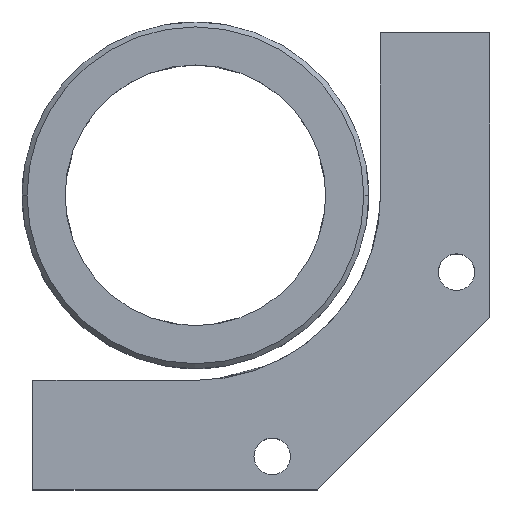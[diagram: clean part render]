
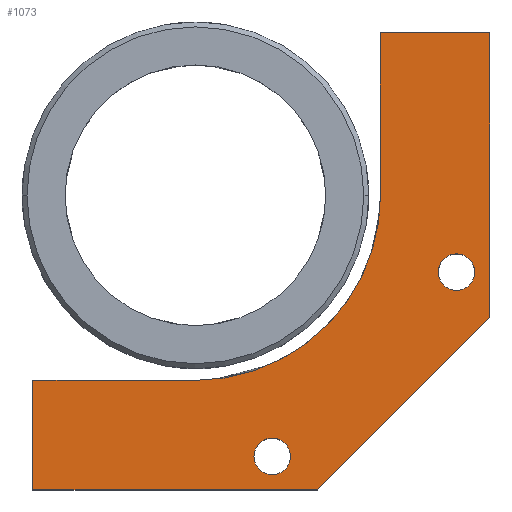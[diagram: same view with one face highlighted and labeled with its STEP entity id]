
A CAD part, top view. The second image highlights one B-rep face of the part: STEP entity #1073.
In plain terms, the highlighted planar face has unit normal (0, 0, 1).
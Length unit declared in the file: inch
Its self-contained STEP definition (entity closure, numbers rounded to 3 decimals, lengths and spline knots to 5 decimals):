
#325=VECTOR('',#1199,1.);
#330=VECTOR('',#1207,1.);
#332=VECTOR('',#1223,1.);
#334=VECTOR('',#1238,1.);
#338=VECTOR('',#1258,1.);
#339=VECTOR('',#1260,1.);
#340=VECTOR('',#1261,1.);
#345=LINE('',#1385,#325);
#350=LINE('',#1431,#330);
#352=LINE('',#1449,#332);
#354=LINE('',#1869,#334);
#358=LINE('',#1892,#338);
#359=LINE('',#1894,#339);
#360=LINE('',#1896,#340);
#375=B_SPLINE_CURVE_WITH_KNOTS('',3,(#1783,#1784,#1785,#1786,#1787,#1788,
#1789,#1790,#1791,#1792,#1793,#1794,#1795,#1796,#1797,#1798,#1799,#1800,
#1801,#1802,#1803,#1804),.UNSPECIFIED.,.F.,.U.,(4,1,1,1,1,1,1,1,1,1,1,1,
1,1,1,1,1,1,1,4),(-19.,-18.,-17.,-16.,-15.,-14.,-13.,-12.,-11.,-10.,-9.,
-8.,-7.,-6.,-5.,-4.,-3.,-2.,-1.,0.),.UNSPECIFIED.);
#461=VERTEX_POINT('',#1384);
#462=VERTEX_POINT('',#1386);
#463=VERTEX_POINT('',#1425);
#466=VERTEX_POINT('',#1430);
#473=VERTEX_POINT('',#1456);
#474=VERTEX_POINT('',#1458);
#477=VERTEX_POINT('',#1782);
#481=VERTEX_POINT('',#1868);
#487=VERTEX_POINT('',#1891);
#488=VERTEX_POINT('',#1895);
#489=VERTEX_POINT('',#1898);
#490=VERTEX_POINT('',#1899);
#543=CIRCLE('',#1120,0.105);
#545=CIRCLE('',#1123,0.105);
#551=CIRCLE('',#1135,0.105);
#552=CIRCLE('',#1136,0.105);
#579=EDGE_CURVE('',#461,#462,#345,.T.);
#586=EDGE_CURVE('',#466,#463,#350,.T.);
#594=EDGE_CURVE('',#462,#466,#352,.T.);
#597=EDGE_CURVE('',#473,#474,#543,.T.);
#600=EDGE_CURVE('',#474,#473,#545,.T.);
#603=EDGE_CURVE('',#477,#461,#375,.T.);
#608=EDGE_CURVE('',#481,#477,#354,.T.);
#619=EDGE_CURVE('',#487,#481,#358,.T.);
#620=EDGE_CURVE('',#487,#488,#359,.T.);
#621=EDGE_CURVE('',#488,#463,#360,.T.);
#622=EDGE_CURVE('',#489,#490,#551,.T.);
#623=EDGE_CURVE('',#490,#489,#552,.T.);
#771=ORIENTED_EDGE('',*,*,#603,.F.);
#772=ORIENTED_EDGE('',*,*,#608,.F.);
#773=ORIENTED_EDGE('',*,*,#619,.F.);
#774=ORIENTED_EDGE('',*,*,#620,.T.);
#775=ORIENTED_EDGE('',*,*,#621,.T.);
#776=ORIENTED_EDGE('',*,*,#586,.F.);
#777=ORIENTED_EDGE('',*,*,#594,.F.);
#778=ORIENTED_EDGE('',*,*,#579,.F.);
#779=ORIENTED_EDGE('',*,*,#600,.F.);
#780=ORIENTED_EDGE('',*,*,#597,.F.);
#781=ORIENTED_EDGE('',*,*,#622,.T.);
#782=ORIENTED_EDGE('',*,*,#623,.T.);
#957=EDGE_LOOP('',(#771,#772,#773,#774,#775,#776,#777,#778));
#958=EDGE_LOOP('',(#779,#780));
#959=EDGE_LOOP('',(#781,#782));
#1017=FACE_BOUND('',#957,.T.);
#1018=FACE_BOUND('',#958,.T.);
#1019=FACE_BOUND('',#959,.T.);
#1073=ADVANCED_FACE('',(#1017,#1018,#1019),#2867,.T.);
#1120=AXIS2_PLACEMENT_3D('',#1457,#1228,#1229);
#1123=AXIS2_PLACEMENT_3D('',#1463,#1234,#1235);
#1134=AXIS2_PLACEMENT_3D('',#1893,#1259,$);
#1135=AXIS2_PLACEMENT_3D('',#1897,#1262,#1263);
#1136=AXIS2_PLACEMENT_3D('',#1900,#1264,#1265);
#1199=DIRECTION('',(0.,1.,0.));
#1207=DIRECTION('',(0.,-1.,0.));
#1223=DIRECTION('',(1.,0.,0.));
#1228=DIRECTION('',(0.,0.,1.));
#1229=DIRECTION('',(0.,0.105,0.));
#1234=DIRECTION('',(0.,0.,1.));
#1235=DIRECTION('',(0.,-0.105,0.));
#1238=DIRECTION('',(1.,0.,0.));
#1258=DIRECTION('',(0.,1.,0.));
#1259=DIRECTION('',(0.,0.,1.));
#1260=DIRECTION('',(1.,0.,0.));
#1261=DIRECTION('',(0.707,0.707,0.));
#1262=DIRECTION('',(0.,0.,-1.));
#1263=DIRECTION('',(0.,-0.105,0.));
#1264=DIRECTION('',(0.,0.,-1.));
#1265=DIRECTION('',(0.,0.105,0.));
#1384=CARTESIAN_POINT('',(1.065,0.,0.5));
#1385=CARTESIAN_POINT('',(1.065,0.04375,0.5));
#1386=CARTESIAN_POINT('',(1.065,0.935,0.5));
#1425=CARTESIAN_POINT('',(1.695,-0.70209,0.5));
#1430=CARTESIAN_POINT('',(1.695,0.935,0.5));
#1431=CARTESIAN_POINT('',(1.695,-0.13177,0.5));
#1449=CARTESIAN_POINT('',(0.88,0.935,0.5));
#1456=CARTESIAN_POINT('',(1.3976,-0.44194,0.5));
#1457=CARTESIAN_POINT('',(1.5026,-0.44194,0.5));
#1458=CARTESIAN_POINT('',(1.6076,-0.44194,0.5));
#1463=CARTESIAN_POINT('',(1.5026,-0.44194,0.5));
#1782=CARTESIAN_POINT('',(0.,-1.065,0.5));
#1783=CARTESIAN_POINT('',(0.,-1.065,0.5));
#1784=CARTESIAN_POINT('',(0.02933,-1.065,0.5));
#1785=CARTESIAN_POINT('',(0.08759,-1.06264,0.5));
#1786=CARTESIAN_POINT('',(0.17701,-1.05145,0.5));
#1787=CARTESIAN_POINT('',(0.26312,-1.03324,0.5));
#1788=CARTESIAN_POINT('',(0.34727,-1.00799,0.5));
#1789=CARTESIAN_POINT('',(0.42674,-0.97714,0.5));
#1790=CARTESIAN_POINT('',(0.50965,-0.93652,0.5));
#1791=CARTESIAN_POINT('',(0.58157,-0.89358,0.5));
#1792=CARTESIAN_POINT('',(0.65509,-0.84126,0.5));
#1793=CARTESIAN_POINT('',(0.72078,-0.78562,0.5));
#1794=CARTESIAN_POINT('',(0.78446,-0.72226,0.5));
#1795=CARTESIAN_POINT('',(0.84284,-0.65297,0.5));
#1796=CARTESIAN_POINT('',(0.89186,-0.58417,0.5));
#1797=CARTESIAN_POINT('',(0.93744,-0.50805,0.5));
#1798=CARTESIAN_POINT('',(0.97616,-0.42875,0.5));
#1799=CARTESIAN_POINT('',(1.00803,-0.34763,0.5));
#1800=CARTESIAN_POINT('',(1.03419,-0.25931,0.5));
#1801=CARTESIAN_POINT('',(1.05142,-0.17686,0.5));
#1802=CARTESIAN_POINT('',(1.06277,-0.08622,0.5));
#1803=CARTESIAN_POINT('',(1.065,-0.02904,0.5));
#1804=CARTESIAN_POINT('',(1.065,0.,0.5));
#1868=CARTESIAN_POINT('',(-0.935,-1.065,0.5));
#1869=CARTESIAN_POINT('',(-0.04375,-1.065,0.5));
#1891=CARTESIAN_POINT('',(-0.935,-1.695,0.5));
#1892=CARTESIAN_POINT('',(-0.935,-0.88,0.5));
#1893=CARTESIAN_POINT('',(0.38,-0.38,0.5));
#1894=CARTESIAN_POINT('',(0.13177,-1.695,0.5));
#1895=CARTESIAN_POINT('',(0.70209,-1.695,0.5));
#1896=CARTESIAN_POINT('',(1.19855,-1.19855,0.5));
#1897=CARTESIAN_POINT('',(0.44194,-1.5026,0.5));
#1898=CARTESIAN_POINT('',(0.33694,-1.5026,0.5));
#1899=CARTESIAN_POINT('',(0.54694,-1.5026,0.5));
#1900=CARTESIAN_POINT('',(0.44194,-1.5026,0.5));
#2867=PLANE('',#1134);
